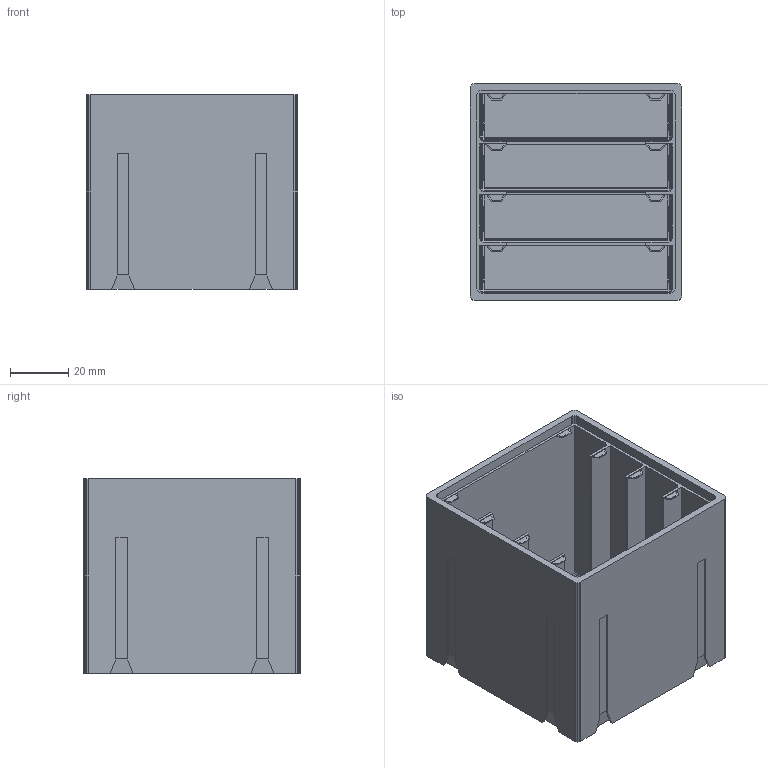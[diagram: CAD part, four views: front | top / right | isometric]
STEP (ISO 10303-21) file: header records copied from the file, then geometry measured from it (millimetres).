
FILE_DESCRIPTION(('FreeCAD Model'),'2;1');
FILE_NAME('BoxMiddleMiddle.stp', '2019-10-23T17:46:57',('Author'),(''), 'Open CASCADE STEP processor 7.2','FreeCAD','Unknown');
FILE_SCHEMA(('AUTOMOTIVE_DESIGN { 1 0 10303 214 1 1 1 1 }'));
Length unit declared in the file: millimetre
Products named in the file (1): Solid
Bounding box: 73.06 x 74.64 x 67.2 mm (x, y, z)
Volume: 64519.9 mm3; surface area: 57619.1 mm2
Topology: 1 solids, 1 shells, 786 faces, 1725 edges, 944 vertices
Faces by surface type: plane 786
Entity records: 42347 total; most frequent: CARTESIAN_POINT 7477, DIRECTION 6232, LINE 4658, VECTOR 4658, ORIENTED_EDGE 3468, PCURVE 3468, DEFINITIONAL_REPRESENTATION 3468, EDGE_CURVE 1734
